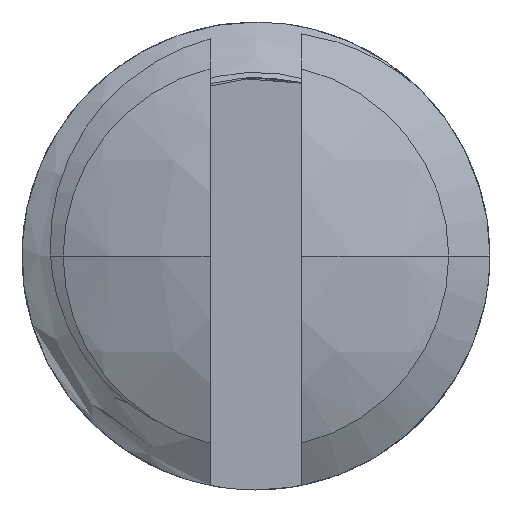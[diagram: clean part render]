
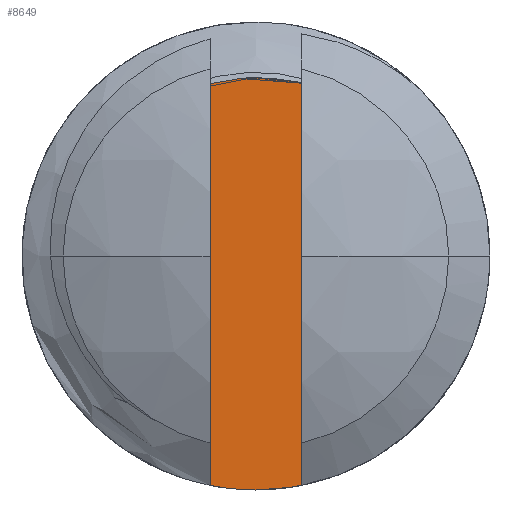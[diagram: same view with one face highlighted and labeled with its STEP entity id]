
A CAD part, left-side view. The second image highlights one B-rep face of the part: STEP entity #8649.
In plain terms, the highlighted planar face has unit normal (-1, 0, 0).
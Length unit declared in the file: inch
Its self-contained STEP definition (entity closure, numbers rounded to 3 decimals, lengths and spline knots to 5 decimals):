
#15 = ORIENTED_EDGE ( 'NONE', *, *, #8627, .F. ) ;
#17 = EDGE_CURVE ( 'NONE', #8939, #8524, #120, .T. ) ;
#22 = EDGE_LOOP ( 'NONE', ( #15, #8632, #8653, #8633, #8651 ) ) ;
#117 = DIRECTION ( 'NONE',  ( 0., 0., -1. ) ) ;
#118 = VECTOR ( 'NONE', #117, 39.37008 ) ;
#119 = CARTESIAN_POINT ( 'NONE',  ( 0.068, -0.0245, -0.125 ) ) ;
#120 = LINE ( 'NONE', #119, #118 ) ;
#3383 = CARTESIAN_POINT ( 'NONE',  ( 0.068, 0.0245, -0.125 ) ) ;
#3384 = LINE ( 'NONE', #3383, #3416 ) ;
#3388 = CARTESIAN_POINT ( 'NONE',  ( 0.068, 0.0245, 0.09207 ) ) ;
#3416 = VECTOR ( 'NONE', #3432, 39.37008 ) ;
#3432 = DIRECTION ( 'NONE',  ( 0., 0., 1. ) ) ;
#3547 = CARTESIAN_POINT ( 'NONE',  ( 0.068, -0.0245, -0.12258 ) ) ;
#3723 = FACE_OUTER_BOUND ( 'NONE', #22, .T. ) ;
#3733 = CARTESIAN_POINT ( 'NONE',  ( 0.068, -0.0245, 0.09268 ) ) ;
#3734 = CARTESIAN_POINT ( 'NONE',  ( 0.068, -0.01639, 0.09446 ) ) ;
#3735 = CARTESIAN_POINT ( 'NONE',  ( 0.068, -0.00824, 0.09532 ) ) ;
#3736 = CARTESIAN_POINT ( 'NONE',  ( 0.068, 0.00814, 0.09515 ) ) ;
#3737 = CARTESIAN_POINT ( 'NONE',  ( 0.068, 0.01644, 0.09409 ) ) ;
#3738 = CARTESIAN_POINT ( 'NONE',  ( 0.068, 0.0245, 0.09207 ) ) ;
#3741 = AXIS2_PLACEMENT_3D ( 'NONE', #3770, #3796, #3795 ) ;
#3743 = PLANE ( 'NONE',  #3741 ) ;
#3744 = B_SPLINE_CURVE_WITH_KNOTS ( 'NONE', 3,
 ( #3738, #3737, #3736, #3735, #3734, #3733 ),
 .UNSPECIFIED., .F., .F.,
 ( 4, 2, 4 ),
 ( 0., 0.00063, 0.00126 ),
 .UNSPECIFIED. ) ;
#3770 = CARTESIAN_POINT ( 'NONE',  ( 0.068, 0.0245, -0.125 ) ) ;
#3785 = AXIS2_PLACEMENT_3D ( 'NONE', #3826, #3825, #3824 ) ;
#3788 = CIRCLE ( 'NONE', #3785, 0.125 ) ;
#3795 = DIRECTION ( 'NONE',  ( 0., 0., -1. ) ) ;
#3796 = DIRECTION ( 'NONE',  ( 1., 0., 0. ) ) ;
#3824 = DIRECTION ( 'NONE',  ( 0., 0., -1. ) ) ;
#3825 = DIRECTION ( 'NONE',  ( -1., 0., 0. ) ) ;
#3826 = CARTESIAN_POINT ( 'NONE',  ( 0.068, 0., 0. ) ) ;
#5905 = CARTESIAN_POINT ( 'NONE',  ( 0.068, 0., -0.125 ) ) ;
#7921 = CARTESIAN_POINT ( 'NONE',  ( 0.068, 0.0245, -0.12258 ) ) ;
#8053 = AXIS2_PLACEMENT_3D ( 'NONE', #8072, #8078, #8107 ) ;
#8070 = CIRCLE ( 'NONE', #8053, 0.125 ) ;
#8072 = CARTESIAN_POINT ( 'NONE',  ( 0.068, 0., 0. ) ) ;
#8078 = DIRECTION ( 'NONE',  ( -1., 0., 0. ) ) ;
#8103 = CARTESIAN_POINT ( 'NONE',  ( 0.068, -0.0245, 0.09268 ) ) ;
#8107 = DIRECTION ( 'NONE',  ( 0., 0., -1. ) ) ;
#8409 = VERTEX_POINT ( 'NONE', #3388 ) ;
#8422 = EDGE_CURVE ( 'NONE', #8844, #8409, #3384, .T. ) ;
#8524 = VERTEX_POINT ( 'NONE', #3547 ) ;
#8627 = EDGE_CURVE ( 'NONE', #8409, #8939, #3744, .T. ) ;
#8632 = ORIENTED_EDGE ( 'NONE', *, *, #8422, .F. ) ;
#8633 = ORIENTED_EDGE ( 'NONE', *, *, #8661, .T. ) ;
#8649 = ADVANCED_FACE ( 'NONE', ( #3723 ), #3743, .F. ) ;
#8651 = ORIENTED_EDGE ( 'NONE', *, *, #17, .F. ) ;
#8653 = ORIENTED_EDGE ( 'NONE', *, *, #8934, .T. ) ;
#8661 = EDGE_CURVE ( 'NONE', #8828, #8524, #3788, .T. ) ;
#8828 = VERTEX_POINT ( 'NONE', #5905 ) ;
#8844 = VERTEX_POINT ( 'NONE', #7921 ) ;
#8934 = EDGE_CURVE ( 'NONE', #8844, #8828, #8070, .T. ) ;
#8939 = VERTEX_POINT ( 'NONE', #8103 ) ;
